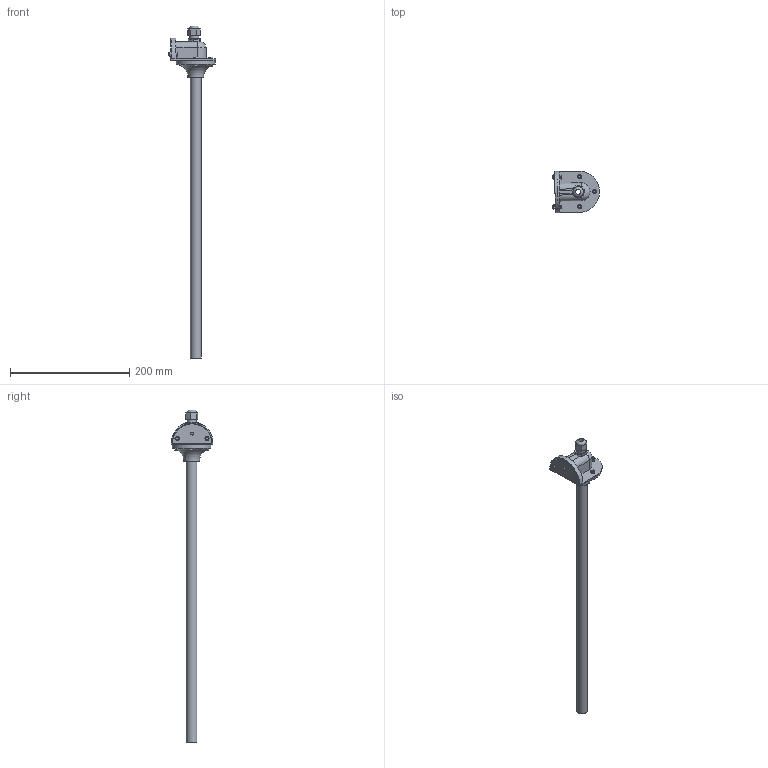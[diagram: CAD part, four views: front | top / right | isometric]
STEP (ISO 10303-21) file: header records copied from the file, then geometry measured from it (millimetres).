
FILE_DESCRIPTION((''),'2;1');
FILE_NAME('127240.stp','2019-10-01T15:48:50',('e.eickhoff'),(''),'Autodesk Inventor 2012','Autodesk Inventor 2012','');
FILE_SCHEMA(('AUTOMOTIVE_DESIGN { 1 0 10303 214 1 1 1 1 }'));
Length unit declared in the file: millimetre
Products named in the file (8): 127240r; Gummi Adeckung; Hauptteil; Mutter Plastik6; Mutter Rund6; Mutter; Schraube; 127240
Assembly tree (15 placements, depth 2):
  127240r
    Gummi Adeckung
    Hauptteil
    Mutter Plastik6
    Mutter Rund6
    Mutter  x5
    Schraube  x5
    127240
Bounding box: 79.34 x 70.5 x 557.97 mm (x, y, z)
Volume: 118921.1 mm3; surface area: 91197 mm2
Topology: 15 solids, 15 shells, 327 faces, 764 edges, 483 vertices
Faces by surface type: plane 173, cylinder 149, sphere 2, bspline 2, torus 1
Full cylindrical faces by diameter (mm): 4.2 x5, 5 x6, 6 x4, 6.4 x5, 6.5 x4, 8.4 x1, 10 x1, 12.8 x1, 13.8 x1, 14 x1, 15 x4, 15.5 x1, 18 x1, 26.5 x1, 65 x1
Entity records: 5098 total; most frequent: CARTESIAN_POINT 1072, DIRECTION 792, ORIENTED_EDGE 664, EDGE_CURVE 332, AXIS2_PLACEMENT_3D 297, VERTEX_POINT 227, EDGE_LOOP 227, VECTOR 198
